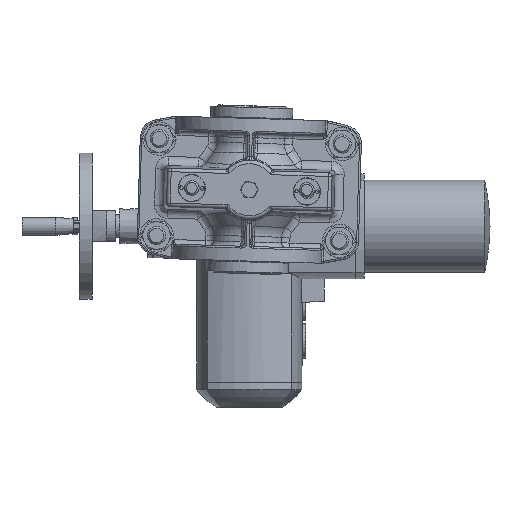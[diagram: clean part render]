
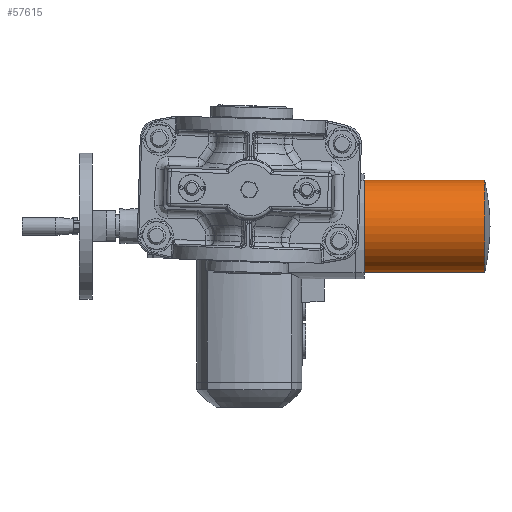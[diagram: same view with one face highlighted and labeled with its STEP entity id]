
A CAD part, front view. The second image highlights one B-rep face of the part: STEP entity #57615.
In plain terms, the highlighted cylindrical face has radius 50.5 mm (diameter 101 mm), a full revolution.
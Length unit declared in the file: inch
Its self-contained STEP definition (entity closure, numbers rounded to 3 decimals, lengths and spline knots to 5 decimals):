
#57500=CARTESIAN_POINT('',(4.94094,14.58661,-1.5748));
#57501=VERTEX_POINT('',#57500);
#57502=CARTESIAN_POINT('',(4.94094,12.59843,-1.5748));
#57503=DIRECTION('',(1.0,0.0,0.0));
#57504=DIRECTION('',(0.0,-1.0,0.0));
#57505=AXIS2_PLACEMENT_3D('',#57502,#57503,#57504);
#57506=CIRCLE('',#57505,1.98819);
#57507=EDGE_CURVE('',#57501,#57501,#57506,.T.);
#57596=CARTESIAN_POINT('',(3.81974,12.59843,-1.5748));
#57597=DIRECTION('',(-1.0,0.,0.));
#57598=DIRECTION('',(0.0,1.0,0.0));
#57599=AXIS2_PLACEMENT_3D('',#57596,#57597,#57598);
#57600=CYLINDRICAL_SURFACE('',#57599,1.98819);
#57601=CARTESIAN_POINT('',(10.13856,12.59843,-3.56299));
#57602=VERTEX_POINT('',#57601);
#57603=CARTESIAN_POINT('',(10.13856,12.59843,-1.5748));
#57604=DIRECTION('',(-1.0,0.0,0.0));
#57605=DIRECTION('',(0.0,1.0,0.0));
#57606=AXIS2_PLACEMENT_3D('',#57603,#57604,#57605);
#57607=CIRCLE('',#57606,1.98819);
#57608=EDGE_CURVE('',#57602,#57602,#57607,.T.);
#57609=ORIENTED_EDGE('',*,*,#57608,.T.);
#57610=EDGE_LOOP('',(#57609));
#57611=FACE_OUTER_BOUND('',#57610,.T.);
#57612=ORIENTED_EDGE('',*,*,#57507,.T.);
#57613=EDGE_LOOP('',(#57612));
#57614=FACE_BOUND('',#57613,.T.);
#57615=ADVANCED_FACE('',(#57611,#57614),#57600,.T.);
